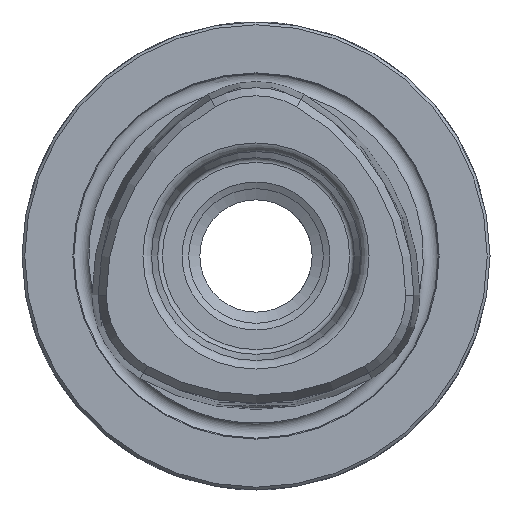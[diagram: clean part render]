
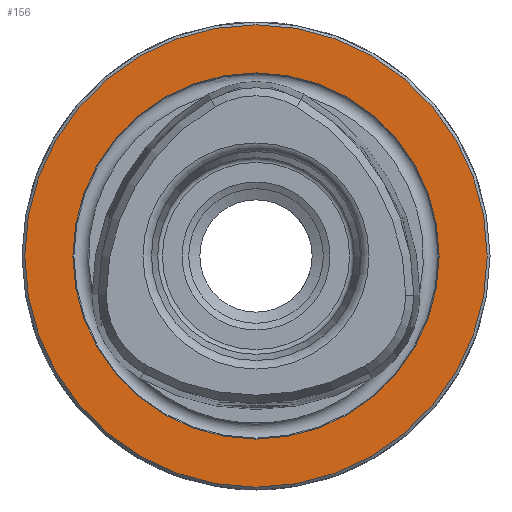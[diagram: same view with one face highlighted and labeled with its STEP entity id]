
A CAD part, left-side view. The second image highlights one B-rep face of the part: STEP entity #156.
In plain terms, the highlighted planar face has unit normal (-1, 0, 0).
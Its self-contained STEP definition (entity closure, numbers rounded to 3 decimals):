
#156 = ADVANCED_FACE( '', ( #398, #399 ), #400, .T. );
#398 = FACE_OUTER_BOUND( '', #745, .T. );
#399 = FACE_BOUND( '', #746, .T. );
#400 = PLANE( '', #747 );
#745 = EDGE_LOOP( '', ( #1182 ) );
#746 = EDGE_LOOP( '', ( #1183 ) );
#747 = AXIS2_PLACEMENT_3D( '', #1184, #1185, #1186 );
#1182 = ORIENTED_EDGE( '', *, *, #1853, .T. );
#1183 = ORIENTED_EDGE( '', *, *, #1854, .F. );
#1184 = CARTESIAN_POINT( '', ( 0., 0., 19.4 ) );
#1185 = DIRECTION( '', ( -1., 0., 0. ) );
#1186 = DIRECTION( '', ( 0., 0., 1. ) );
#1853 = EDGE_CURVE( '', #2198, #2198, #2199, .T. );
#1854 = EDGE_CURVE( '', #2200, #2200, #2201, .T. );
#2198 = VERTEX_POINT( '', #3046 );
#2199 = CIRCLE( '', #3047, 24.7 );
#2200 = VERTEX_POINT( '', #3048 );
#2201 = CIRCLE( '', #3049, 19.564 );
#3046 = CARTESIAN_POINT( '', ( 0., 0., 24.7 ) );
#3047 = AXIS2_PLACEMENT_3D( '', #3736, #3737, #3738 );
#3048 = CARTESIAN_POINT( '', ( 0., 0., 19.564 ) );
#3049 = AXIS2_PLACEMENT_3D( '', #3739, #3740, #3741 );
#3736 = CARTESIAN_POINT( '', ( 0., 0., 0. ) );
#3737 = DIRECTION( '', ( -1., 0., 0. ) );
#3738 = DIRECTION( '', ( 0., 0., 1. ) );
#3739 = CARTESIAN_POINT( '', ( 0., 0., 0. ) );
#3740 = DIRECTION( '', ( -1., 0., 0. ) );
#3741 = DIRECTION( '', ( 0., 0., 1. ) );
